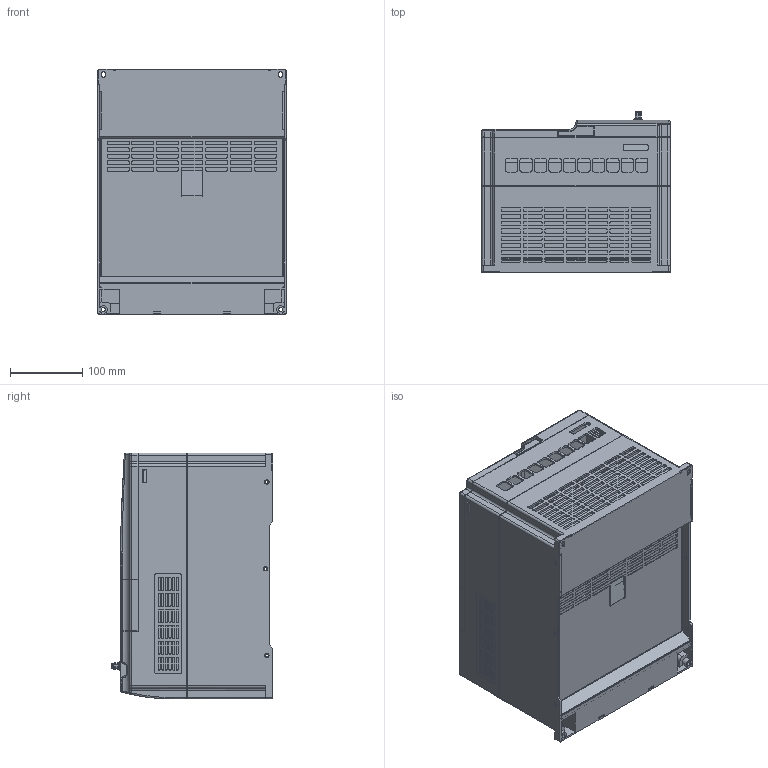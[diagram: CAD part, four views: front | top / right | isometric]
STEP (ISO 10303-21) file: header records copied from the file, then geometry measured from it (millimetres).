
FILE_DESCRIPTION (( 'STEP AP214' ), '1' );
FILE_NAME ('CNT-A310D33V18-22ZTEZ.STEP', '2026-02-26T10:13:32', ( '' ), ( '' ), 'SwSTEP 2.0', 'SolidWorks 2022', '' );
FILE_SCHEMA (( 'AUTOMOTIVE_DESIGN' ));
Length unit declared in the file: millimetre
Products named in the file (1): CNT-A310D33V18-22ZTEZ
Bounding box: 260 x 223 x 340 mm (x, y, z)
Volume: 11532057 mm3; surface area: 1381477.6 mm2
Topology: 4 solids, 4 shells, 4084 faces, 11354 edges, 7362 vertices
Faces by surface type: plane 2602, cylinder 1217, cone 141, torus 64, sphere 35, bspline 25
Entity records: 134983 total; most frequent: CARTESIAN_POINT 29028, ORIENTED_EDGE 22662, DIRECTION 21279, EDGE_CURVE 11331, VECTOR 7925, LINE 7925, VERTEX_POINT 7362, AXIS2_PLACEMENT_3D 6677
